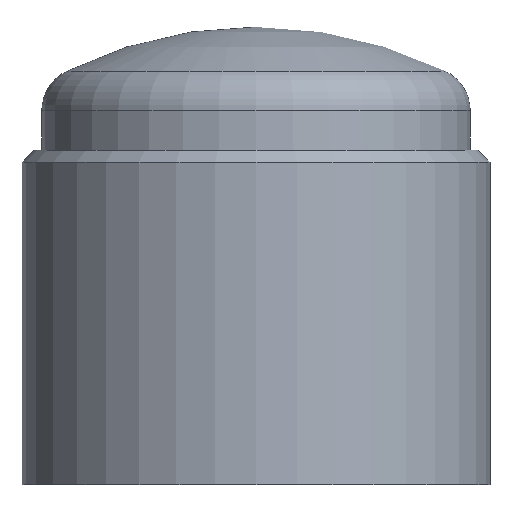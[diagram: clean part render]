
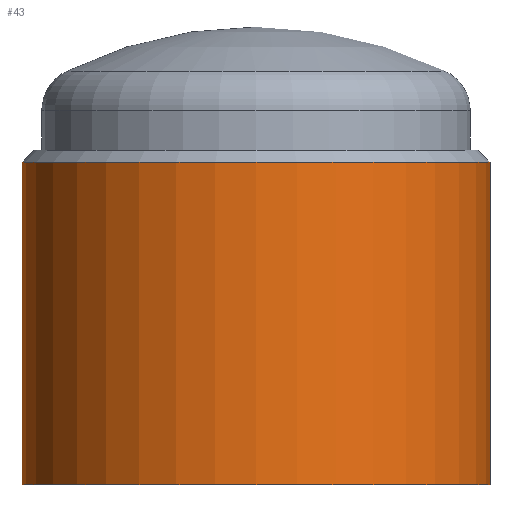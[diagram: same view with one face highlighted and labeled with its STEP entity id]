
A CAD part, front view. The second image highlights one B-rep face of the part: STEP entity #43.
In plain terms, the highlighted cylindrical face has radius 29.5 mm (diameter 59 mm), a full revolution.
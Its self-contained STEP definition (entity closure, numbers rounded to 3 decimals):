
#43 = ADVANCED_FACE( '', ( #91, #92 ), #93, .T. );
#91 = FACE_OUTER_BOUND( '', #147, .T. );
#92 = FACE_OUTER_BOUND( '', #148, .T. );
#93 = CYLINDRICAL_SURFACE( '', #149, 29.5 );
#147 = EDGE_LOOP( '', ( #203 ) );
#148 = EDGE_LOOP( '', ( #204 ) );
#149 = AXIS2_PLACEMENT_3D( '', #205, #206, #207 );
#203 = ORIENTED_EDGE( '', *, *, #264, .T. );
#204 = ORIENTED_EDGE( '', *, *, #267, .T. );
#205 = CARTESIAN_POINT( '', ( 0., 0., -3.726 ) );
#206 = DIRECTION( '', ( 0., 0., -1. ) );
#207 = DIRECTION( '', ( 1., 0., 0. ) );
#264 = EDGE_CURVE( '', #290, #290, #291, .F. );
#267 = EDGE_CURVE( '', #295, #295, #296, .T. );
#290 = VERTEX_POINT( '', #325 );
#291 = CIRCLE( '', #326, 29.5 );
#295 = VERTEX_POINT( '', #330 );
#296 = CIRCLE( '', #331, 29.5 );
#325 = CARTESIAN_POINT( '', ( 29.5, 0., 36.974 ) );
#326 = AXIS2_PLACEMENT_3D( '', #359, #360, #361 );
#330 = CARTESIAN_POINT( '', ( 29.5, 0., -3.726 ) );
#331 = AXIS2_PLACEMENT_3D( '', #365, #366, #367 );
#359 = CARTESIAN_POINT( '', ( 0., 0., 36.974 ) );
#360 = DIRECTION( '', ( 0., 0., 1. ) );
#361 = DIRECTION( '', ( 1., 0., 0. ) );
#365 = CARTESIAN_POINT( '', ( 0., 0., -3.726 ) );
#366 = DIRECTION( '', ( 0., 0., 1. ) );
#367 = DIRECTION( '', ( 1., 0., 0. ) );
